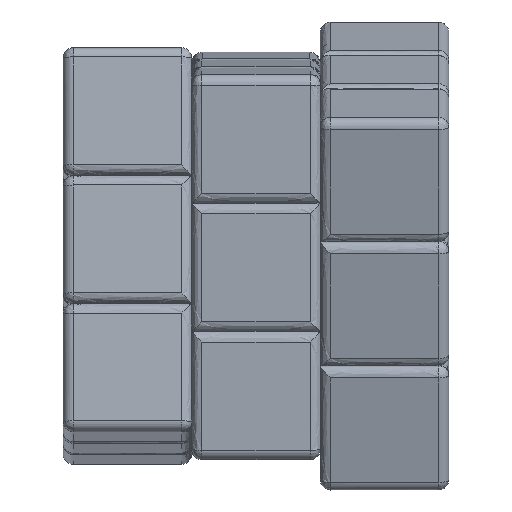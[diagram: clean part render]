
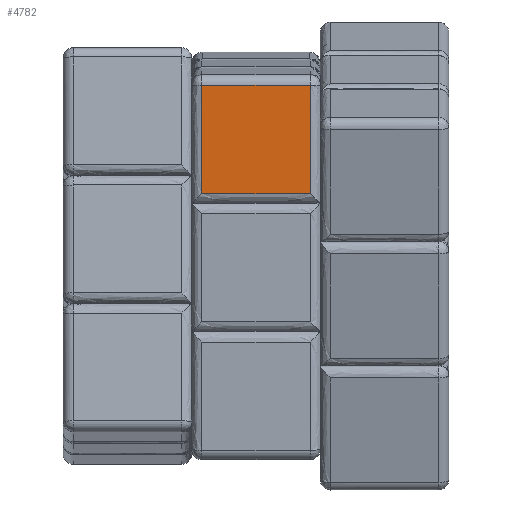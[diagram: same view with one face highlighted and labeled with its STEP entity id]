
A CAD part, left-side view. The second image highlights one B-rep face of the part: STEP entity #4782.
In plain terms, the highlighted free-form (B-spline) face has degree [1, 1] with [2, 2] control points.
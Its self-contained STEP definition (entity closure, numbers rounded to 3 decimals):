
#4782 = ADVANCED_FACE('',(#4783),#4813,.T.);
#4783 = FACE_BOUND('',#4784,.T.);
#4784 = EDGE_LOOP('',(#4785,#4794,#4801,#4808));
#4785 = ORIENTED_EDGE('',*,*,#4786,.T.);
#4786 = EDGE_CURVE('',#4787,#4789,#4791,.T.);
#4787 = VERTEX_POINT('',#4788);
#4788 = CARTESIAN_POINT('',(-41.038,11.274,
    13.011));
#4789 = VERTEX_POINT('',#4790);
#4790 = CARTESIAN_POINT('',(-41.038,-11.274,
    13.011));
#4791 = B_SPLINE_CURVE_WITH_KNOTS('',1,(#4792,#4793),.UNSPECIFIED.,.F.,
  .F.,(2,2),(-17.5,-1.5),.PIECEWISE_BEZIER_KNOTS.);
#4792 = CARTESIAN_POINT('',(-41.038,11.274,
    13.011));
#4793 = CARTESIAN_POINT('',(-41.038,-11.274,
    13.011));
#4794 = ORIENTED_EDGE('',*,*,#4795,.T.);
#4795 = EDGE_CURVE('',#4789,#4796,#4798,.T.);
#4796 = VERTEX_POINT('',#4797);
#4797 = CARTESIAN_POINT('',(-42.42,-11.274,
    35.516));
#4798 = B_SPLINE_CURVE_WITH_KNOTS('',1,(#4799,#4800),.UNSPECIFIED.,.F.,
  .F.,(2,2),(-17.5,-1.5),.PIECEWISE_BEZIER_KNOTS.);
#4799 = CARTESIAN_POINT('',(-41.038,-11.274,
    13.011));
#4800 = CARTESIAN_POINT('',(-42.42,-11.274,
    35.516));
#4801 = ORIENTED_EDGE('',*,*,#4802,.T.);
#4802 = EDGE_CURVE('',#4796,#4803,#4805,.T.);
#4803 = VERTEX_POINT('',#4804);
#4804 = CARTESIAN_POINT('',(-42.42,11.274,
    35.516));
#4805 = B_SPLINE_CURVE_WITH_KNOTS('',1,(#4806,#4807),.UNSPECIFIED.,.F.,
  .F.,(2,2),(1.5,17.5),.PIECEWISE_BEZIER_KNOTS.);
#4806 = CARTESIAN_POINT('',(-42.42,-11.274,
    35.516));
#4807 = CARTESIAN_POINT('',(-42.42,11.274,
    35.516));
#4808 = ORIENTED_EDGE('',*,*,#4809,.T.);
#4809 = EDGE_CURVE('',#4803,#4787,#4810,.T.);
#4810 = B_SPLINE_CURVE_WITH_KNOTS('',1,(#4811,#4812),.UNSPECIFIED.,.F.,
  .F.,(2,2),(-17.5,-1.5),.PIECEWISE_BEZIER_KNOTS.);
#4811 = CARTESIAN_POINT('',(-42.42,11.274,
    35.516));
#4812 = CARTESIAN_POINT('',(-41.038,11.274,
    13.011));
#4813 = B_SPLINE_SURFACE_WITH_KNOTS('',1,1,(
    (#4814,#4815)
    ,(#4816,#4817
    )),.UNSPECIFIED.,.F.,.F.,.F.,(2,2),(2,2),(-17.5,-1.5),(1.5,17.5),
  .PIECEWISE_BEZIER_KNOTS.);
#4814 = CARTESIAN_POINT('',(-41.038,-11.274,
    13.011));
#4815 = CARTESIAN_POINT('',(-41.038,11.274,
    13.011));
#4816 = CARTESIAN_POINT('',(-42.42,-11.274,
    35.516));
#4817 = CARTESIAN_POINT('',(-42.42,11.274,
    35.516));
